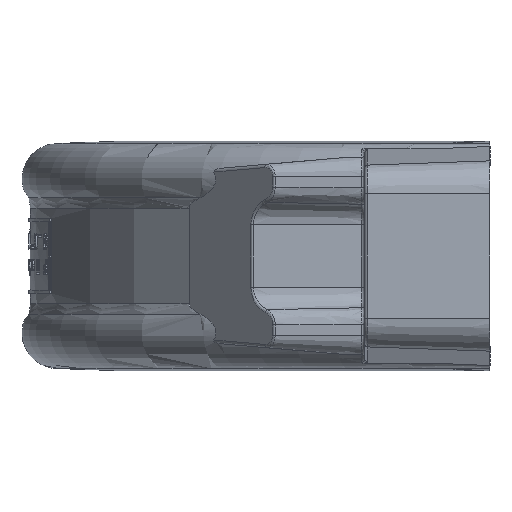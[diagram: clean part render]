
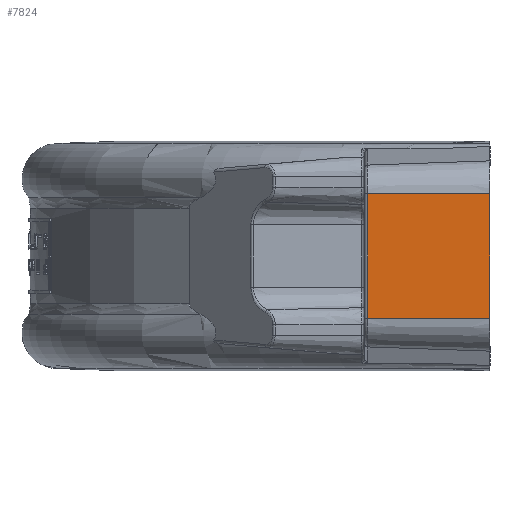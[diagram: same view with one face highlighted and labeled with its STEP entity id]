
A CAD part, left-side view. The second image highlights one B-rep face of the part: STEP entity #7824.
In plain terms, the highlighted planar face has unit normal (-0.999, 0.035, 0).
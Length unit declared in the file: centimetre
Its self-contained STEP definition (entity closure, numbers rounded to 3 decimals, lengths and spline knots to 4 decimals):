
#783=PLANE('',#8357);
#1301=LINE('',#16655,#1827);
#1306=LINE('',#16715,#1832);
#1307=LINE('',#16719,#1833);
#1308=LINE('',#16720,#1834);
#1827=VECTOR('',#9860,3.7744);
#1832=VECTOR('',#9881,3.7142);
#1833=VECTOR('',#9886,3.7142);
#1834=VECTOR('',#9887,3.7744);
#2331=FACE_OUTER_BOUND('',#2809,.T.);
#2809=EDGE_LOOP('',(#7118,#7119,#7120,#7121));
#3825=VERTEX_POINT('',#16645);
#3827=VERTEX_POINT('',#16651);
#3834=VERTEX_POINT('',#16714);
#3835=VERTEX_POINT('',#16718);
#4945=EDGE_CURVE('',#3825,#3827,#1301,.T.);
#4956=EDGE_CURVE('',#3834,#3827,#1306,.T.);
#4958=EDGE_CURVE('',#3835,#3825,#1307,.T.);
#4959=EDGE_CURVE('',#3834,#3835,#1308,.T.);
#7118=ORIENTED_EDGE('',*,*,#4945,.F.);
#7119=ORIENTED_EDGE('',*,*,#4958,.F.);
#7120=ORIENTED_EDGE('',*,*,#4959,.F.);
#7121=ORIENTED_EDGE('',*,*,#4956,.T.);
#7824=ADVANCED_FACE('',(#2331),#783,.T.);
#8357=AXIS2_PLACEMENT_3D('',#16717,#9884,#9885);
#9860=DIRECTION('',(0.,0.,1.));
#9881=DIRECTION('',(0.035,0.999,0.));
#9884=DIRECTION('center_axis',(-0.999,0.035,0.));
#9885=DIRECTION('ref_axis',(0.,0.,1.));
#9886=DIRECTION('',(0.035,0.999,0.));
#9887=DIRECTION('',(0.,0.,-1.));
#16645=CARTESIAN_POINT('',(-17.0662,3.7119,-1.8872));
#16651=CARTESIAN_POINT('',(-17.0662,3.7119,1.8872));
#16655=CARTESIAN_POINT('',(-17.0662,3.7119,0.9436));
#16714=CARTESIAN_POINT('',(-17.1958,0.,1.8872));
#16715=CARTESIAN_POINT('',(-17.1958,0.,1.8872));
#16717=CARTESIAN_POINT('Origin',(-17.1958,0.,1.8872));
#16718=CARTESIAN_POINT('',(-17.1958,0.,-1.8872));
#16719=CARTESIAN_POINT('',(-17.1958,0.,-1.8872));
#16720=CARTESIAN_POINT('',(-17.1958,0.,1.8872));
